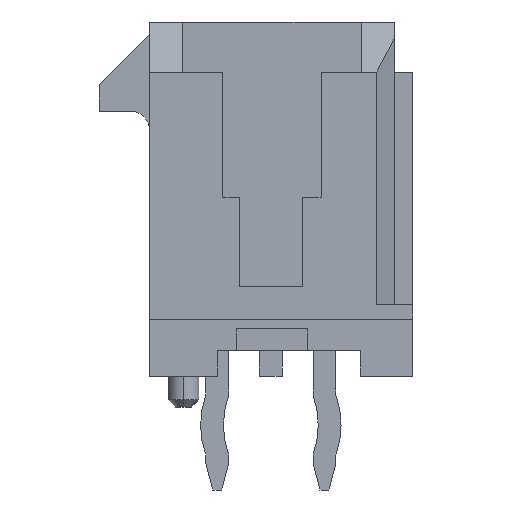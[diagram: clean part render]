
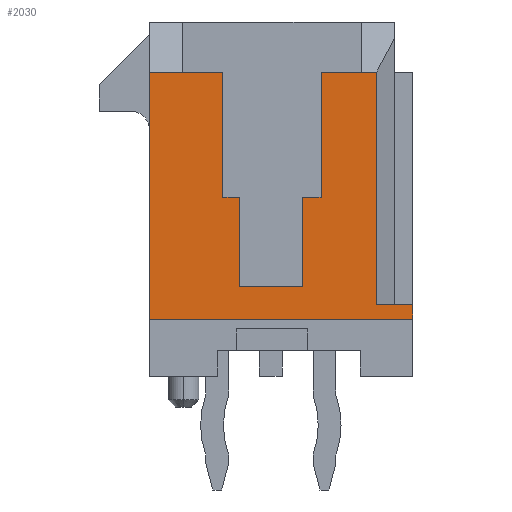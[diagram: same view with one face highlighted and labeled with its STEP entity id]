
A CAD part, left-side view. The second image highlights one B-rep face of the part: STEP entity #2030.
In plain terms, the highlighted planar face has unit normal (-1, 0, 0).
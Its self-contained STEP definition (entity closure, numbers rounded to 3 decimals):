
#27 = EDGE_CURVE ( 'NONE', #22646, #23875, #12979, .T. ) ;
#165 = EDGE_CURVE ( 'NONE', #7019, #22646, #19009, .T. ) ;
#214 = DIRECTION ( 'NONE',  ( 0., -1., 0. ) ) ;
#353 = CARTESIAN_POINT ( 'NONE',  ( -10.825, 3.4, 0. ) ) ;
#502 = DIRECTION ( 'NONE',  ( 0., 0., -1. ) ) ;
#639 = VECTOR ( 'NONE', #8900, 1000. ) ;
#957 = VECTOR ( 'NONE', #20818, 1000. ) ;
#976 = VECTOR ( 'NONE', #9810, 1000. ) ;
#1003 = CARTESIAN_POINT ( 'NONE',  ( -10.825, -0.875, 0.05 ) ) ;
#1145 = LINE ( 'NONE', #18239, #2025 ) ;
#1225 = EDGE_CURVE ( 'NONE', #16579, #10467, #10789, .T. ) ;
#1418 = CARTESIAN_POINT ( 'NONE',  ( -10.825, -1.405, 0. ) ) ;
#1622 = ORIENTED_EDGE ( 'NONE', *, *, #11884, .F. ) ;
#1804 = DIRECTION ( 'NONE',  ( 0., -1., 0. ) ) ;
#1886 = FACE_OUTER_BOUND ( 'NONE', #14346, .T. ) ;
#1993 = CARTESIAN_POINT ( 'NONE',  ( -10.825, 3.4, 3.55 ) ) ;
#2025 = VECTOR ( 'NONE', #14526, 1000. ) ;
#2030 = ADVANCED_FACE ( 'NONE', ( #1886 ), #2975, .F. ) ;
#2511 = CARTESIAN_POINT ( 'NONE',  ( -10.825, -2.53, 3.55 ) ) ;
#2762 = LINE ( 'NONE', #22013, #22030 ) ;
#2928 = ORIENTED_EDGE ( 'NONE', *, *, #4685, .F. ) ;
#2975 = PLANE ( 'NONE',  #8647 ) ;
#3063 = CARTESIAN_POINT ( 'NONE',  ( -10.825, -1.405, 3.55 ) ) ;
#3284 = VECTOR ( 'NONE', #214, 1000. ) ;
#3852 = VECTOR ( 'NONE', #19378, 1000. ) ;
#3930 = VECTOR ( 'NONE', #8747, 1000. ) ;
#3948 = VECTOR ( 'NONE', #22265, 1000. ) ;
#4035 = VERTEX_POINT ( 'NONE', #22312 ) ;
#4070 = CARTESIAN_POINT ( 'NONE',  ( -10.825, -1.405, 0.05 ) ) ;
#4601 = CARTESIAN_POINT ( 'NONE',  ( -10.825, 3.4, 3.55 ) ) ;
#4685 = EDGE_CURVE ( 'NONE', #18703, #20955, #2762, .T. ) ;
#4830 = EDGE_CURVE ( 'NONE', #8382, #13097, #12740, .T. ) ;
#4976 = EDGE_CURVE ( 'NONE', #16660, #17469, #15060, .T. ) ;
#5283 = EDGE_CURVE ( 'NONE', #10111, #18703, #15014, .T. ) ;
#5495 = ORIENTED_EDGE ( 'NONE', *, *, #16154, .F. ) ;
#6092 = CARTESIAN_POINT ( 'NONE',  ( -10.825, 0.875, 0. ) ) ;
#6113 = CARTESIAN_POINT ( 'NONE',  ( -10.825, -1.405, 0.05 ) ) ;
#6261 = EDGE_CURVE ( 'NONE', #4035, #20639, #1145, .T. ) ;
#6369 = ORIENTED_EDGE ( 'NONE', *, *, #21111, .F. ) ;
#6669 = ORIENTED_EDGE ( 'NONE', *, *, #4830, .F. ) ;
#6766 = VERTEX_POINT ( 'NONE', #8214 ) ;
#6864 = ORIENTED_EDGE ( 'NONE', *, *, #10936, .T. ) ;
#7019 = VERTEX_POINT ( 'NONE', #4070 ) ;
#7073 = ORIENTED_EDGE ( 'NONE', *, *, #4976, .F. ) ;
#8214 = CARTESIAN_POINT ( 'NONE',  ( -10.825, 1.345, 0.05 ) ) ;
#8278 = VECTOR ( 'NONE', #22235, 1000. ) ;
#8358 = DIRECTION ( 'NONE',  ( 0., 1., 0. ) ) ;
#8377 = VECTOR ( 'NONE', #19013, 1000. ) ;
#8382 = VERTEX_POINT ( 'NONE', #12613 ) ;
#8647 = AXIS2_PLACEMENT_3D ( 'NONE', #21496, #19759, #10527 ) ;
#8747 = DIRECTION ( 'NONE',  ( 0., 1., 0. ) ) ;
#8854 = DIRECTION ( 'NONE',  ( 0., 0., -1. ) ) ;
#8864 = LINE ( 'NONE', #13807, #3852 ) ;
#8870 = EDGE_CURVE ( 'NONE', #6766, #16579, #8864, .T. ) ;
#8900 = DIRECTION ( 'NONE',  ( 0., -1., 0. ) ) ;
#8908 = EDGE_CURVE ( 'NONE', #13097, #7019, #13230, .T. ) ;
#9684 = ORIENTED_EDGE ( 'NONE', *, *, #1225, .F. ) ;
#9810 = DIRECTION ( 'NONE',  ( 0., 0., 1. ) ) ;
#10111 = VERTEX_POINT ( 'NONE', #11406 ) ;
#10467 = VERTEX_POINT ( 'NONE', #13853 ) ;
#10527 = DIRECTION ( 'NONE',  ( 0., 0., -1. ) ) ;
#10789 = LINE ( 'NONE', #6092, #20964 ) ;
#10806 = CARTESIAN_POINT ( 'NONE',  ( -10.825, 0.875, 0.05 ) ) ;
#10936 = EDGE_CURVE ( 'NONE', #4035, #17469, #23917, .T. ) ;
#11107 = EDGE_CURVE ( 'NONE', #10111, #11766, #22706, .T. ) ;
#11277 = CARTESIAN_POINT ( 'NONE',  ( -10.825, -2.96, 4.95 ) ) ;
#11406 = CARTESIAN_POINT ( 'NONE',  ( -10.825, -2.96, -2.96 ) ) ;
#11489 = CARTESIAN_POINT ( 'NONE',  ( -10.825, 1.345, 0. ) ) ;
#11520 = CARTESIAN_POINT ( 'NONE',  ( -10.825, 3.4, -3.36 ) ) ;
#11766 = VERTEX_POINT ( 'NONE', #14756 ) ;
#11884 = EDGE_CURVE ( 'NONE', #20639, #6766, #23790, .T. ) ;
#12361 = ORIENTED_EDGE ( 'NONE', *, *, #165, .F. ) ;
#12613 = CARTESIAN_POINT ( 'NONE',  ( -10.825, -0.875, -2.45 ) ) ;
#12740 = LINE ( 'NONE', #15039, #3948 ) ;
#12979 = LINE ( 'NONE', #20835, #3284 ) ;
#13097 = VERTEX_POINT ( 'NONE', #1003 ) ;
#13230 = LINE ( 'NONE', #6113, #15833 ) ;
#13279 = LINE ( 'NONE', #1993, #957 ) ;
#13807 = CARTESIAN_POINT ( 'NONE',  ( -10.825, 0.875, 0.05 ) ) ;
#13818 = ORIENTED_EDGE ( 'NONE', *, *, #6261, .F. ) ;
#13853 = CARTESIAN_POINT ( 'NONE',  ( -10.825, 0.875, -2.45 ) ) ;
#14346 = EDGE_LOOP ( 'NONE', ( #5495, #9684, #21158, #1622, #13818, #6864, #7073, #6369, #2928, #23202, #21229, #17723, #18774, #12361, #22767, #6669 ) ) ;
#14526 = DIRECTION ( 'NONE',  ( 0., -1., 0. ) ) ;
#14756 = CARTESIAN_POINT ( 'NONE',  ( -10.825, -2.96, 3.55 ) ) ;
#15014 = LINE ( 'NONE', #16296, #639 ) ;
#15039 = CARTESIAN_POINT ( 'NONE',  ( -10.825, -0.875, 0. ) ) ;
#15060 = LINE ( 'NONE', #353, #976 ) ;
#15833 = VECTOR ( 'NONE', #21271, 1000. ) ;
#15942 = CARTESIAN_POINT ( 'NONE',  ( -10.825, -3.97, -2.96 ) ) ;
#16142 = CARTESIAN_POINT ( 'NONE',  ( -10.825, 0., -3.36 ) ) ;
#16154 = EDGE_CURVE ( 'NONE', #10467, #8382, #21951, .T. ) ;
#16296 = CARTESIAN_POINT ( 'NONE',  ( -10.825, -3.46, -2.96 ) ) ;
#16579 = VERTEX_POINT ( 'NONE', #10806 ) ;
#16660 = VERTEX_POINT ( 'NONE', #11520 ) ;
#16786 = DIRECTION ( 'NONE',  ( 0., 0., 1. ) ) ;
#16987 = CARTESIAN_POINT ( 'NONE',  ( -10.825, 0., -2.45 ) ) ;
#16989 = VECTOR ( 'NONE', #1804, 1000. ) ;
#17123 = CARTESIAN_POINT ( 'NONE',  ( -10.825, -3.97, -3.36 ) ) ;
#17469 = VERTEX_POINT ( 'NONE', #23640 ) ;
#17723 = ORIENTED_EDGE ( 'NONE', *, *, #21372, .T. ) ;
#18239 = CARTESIAN_POINT ( 'NONE',  ( -10.825, 0., 3.55 ) ) ;
#18653 = CARTESIAN_POINT ( 'NONE',  ( -10.825, 1.345, 3.55 ) ) ;
#18703 = VERTEX_POINT ( 'NONE', #15942 ) ;
#18774 = ORIENTED_EDGE ( 'NONE', *, *, #27, .F. ) ;
#18938 = VECTOR ( 'NONE', #8358, 1000. ) ;
#19009 = LINE ( 'NONE', #1418, #8278 ) ;
#19013 = DIRECTION ( 'NONE',  ( 0., 0., -1. ) ) ;
#19378 = DIRECTION ( 'NONE',  ( 0., -1., 0. ) ) ;
#19759 = DIRECTION ( 'NONE',  ( 1., 0., 0. ) ) ;
#20639 = VERTEX_POINT ( 'NONE', #18653 ) ;
#20818 = DIRECTION ( 'NONE',  ( 0., 1., 0. ) ) ;
#20835 = CARTESIAN_POINT ( 'NONE',  ( -10.825, 0., 3.55 ) ) ;
#20955 = VERTEX_POINT ( 'NONE', #17123 ) ;
#20964 = VECTOR ( 'NONE', #502, 1000. ) ;
#21111 = EDGE_CURVE ( 'NONE', #20955, #16660, #22327, .T. ) ;
#21158 = ORIENTED_EDGE ( 'NONE', *, *, #8870, .F. ) ;
#21229 = ORIENTED_EDGE ( 'NONE', *, *, #11107, .T. ) ;
#21255 = VECTOR ( 'NONE', #16786, 1000. ) ;
#21271 = DIRECTION ( 'NONE',  ( 0., -1., 0. ) ) ;
#21372 = EDGE_CURVE ( 'NONE', #11766, #23875, #13279, .T. ) ;
#21496 = CARTESIAN_POINT ( 'NONE',  ( -10.825, 0., 0. ) ) ;
#21951 = LINE ( 'NONE', #16987, #16989 ) ;
#22013 = CARTESIAN_POINT ( 'NONE',  ( -10.825, -3.97, -2.96 ) ) ;
#22030 = VECTOR ( 'NONE', #8854, 1000. ) ;
#22235 = DIRECTION ( 'NONE',  ( 0., 0., 1. ) ) ;
#22265 = DIRECTION ( 'NONE',  ( 0., 0., 1. ) ) ;
#22312 = CARTESIAN_POINT ( 'NONE',  ( -10.825, 2.47, 3.55 ) ) ;
#22327 = LINE ( 'NONE', #16142, #3930 ) ;
#22646 = VERTEX_POINT ( 'NONE', #3063 ) ;
#22706 = LINE ( 'NONE', #11277, #21255 ) ;
#22767 = ORIENTED_EDGE ( 'NONE', *, *, #8908, .F. ) ;
#23202 = ORIENTED_EDGE ( 'NONE', *, *, #5283, .F. ) ;
#23640 = CARTESIAN_POINT ( 'NONE',  ( -10.825, 3.4, 3.55 ) ) ;
#23790 = LINE ( 'NONE', #11489, #8377 ) ;
#23875 = VERTEX_POINT ( 'NONE', #2511 ) ;
#23917 = LINE ( 'NONE', #4601, #18938 ) ;
